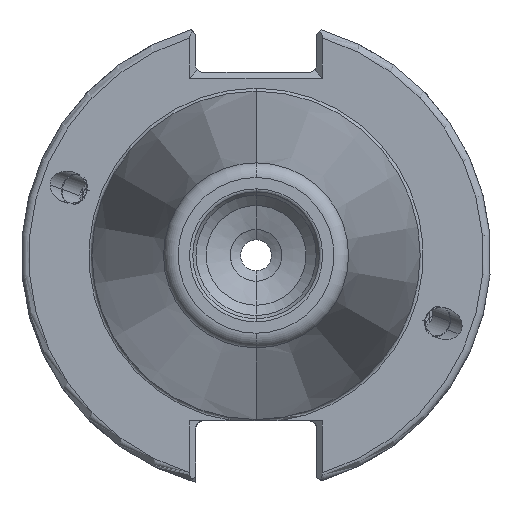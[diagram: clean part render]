
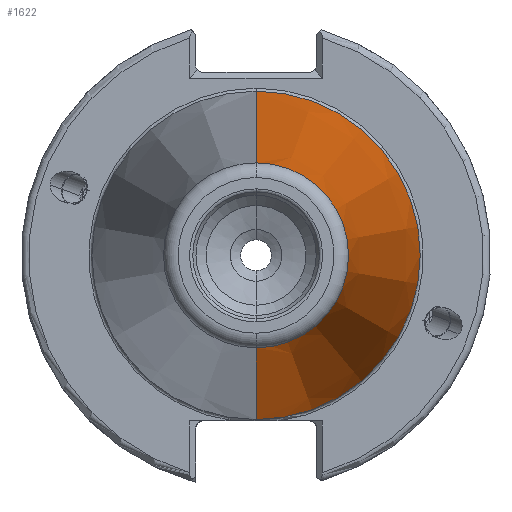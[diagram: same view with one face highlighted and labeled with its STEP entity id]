
A CAD part, left-side view. The second image highlights one B-rep face of the part: STEP entity #1622.
In plain terms, the highlighted conical face has half-angle 8.297 degrees and reference radius 22.225 mm.
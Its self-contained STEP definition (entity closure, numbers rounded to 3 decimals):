
#37 = CARTESIAN_POINT ( 'NONE',  ( -160., 0., -22.225 ) ) ;
#143 = DIRECTION ( 'NONE',  ( 0., 0., 1. ) ) ;
#154 = DIRECTION ( 'NONE',  ( -1., 0., 0. ) ) ;
#155 = CARTESIAN_POINT ( 'NONE',  ( -226.539, 0., 0. ) ) ;
#194 = CARTESIAN_POINT ( 'NONE',  ( -160., 0., -22.225 ) ) ;
#505 = CIRCLE ( 'NONE', #2529, 22.225 ) ;
#533 = AXIS2_PLACEMENT_3D ( 'NONE', #155, #154, #143 ) ;
#604 = CIRCLE ( 'NONE', #533, 12.522 ) ;
#1320 = EDGE_LOOP ( 'NONE', ( #6951, #6306, #4782, #6888 ) ) ;
#1554 = AXIS2_PLACEMENT_3D ( 'NONE', #5504, #5317, #5400 ) ;
#1622 = ADVANCED_FACE ( 'NONE', ( #3073 ), #3058, .T. ) ;
#1689 = LINE ( 'NONE', #6201, #1762 ) ;
#1762 = VECTOR ( 'NONE', #6326, 1000. ) ;
#2129 = CARTESIAN_POINT ( 'NONE',  ( -226.539, 0., 12.522 ) ) ;
#2177 = VERTEX_POINT ( 'NONE', #194 ) ;
#2222 = EDGE_CURVE ( 'NONE', #4034, #2177, #2804, .T. ) ;
#2365 = CARTESIAN_POINT ( 'NONE',  ( -226.539, 0., -12.522 ) ) ;
#2529 = AXIS2_PLACEMENT_3D ( 'NONE', #3921, #3913, #3905 ) ;
#2775 = VECTOR ( 'NONE', #7156, 1000. ) ;
#2804 = LINE ( 'NONE', #37, #2775 ) ;
#2888 = VERTEX_POINT ( 'NONE', #3188 ) ;
#3058 = CONICAL_SURFACE ( 'NONE', #1554, 22.225, 0.145 ) ;
#3073 = FACE_OUTER_BOUND ( 'NONE', #1320, .T. ) ;
#3188 = CARTESIAN_POINT ( 'NONE',  ( -160., 0., 22.225 ) ) ;
#3905 = DIRECTION ( 'NONE',  ( 0., 0., 1. ) ) ;
#3913 = DIRECTION ( 'NONE',  ( -1., 0., 0. ) ) ;
#3921 = CARTESIAN_POINT ( 'NONE',  ( -160., 0., 0. ) ) ;
#4034 = VERTEX_POINT ( 'NONE', #2365 ) ;
#4245 = EDGE_CURVE ( 'NONE', #4822, #2888, #1689, .T. ) ;
#4576 = EDGE_CURVE ( 'NONE', #2177, #2888, #505, .T. ) ;
#4782 = ORIENTED_EDGE ( 'NONE', *, *, #2222, .T. ) ;
#4822 = VERTEX_POINT ( 'NONE', #2129 ) ;
#5248 = EDGE_CURVE ( 'NONE', #4034, #4822, #604, .T. ) ;
#5317 = DIRECTION ( 'NONE',  ( 1., 0., 0. ) ) ;
#5400 = DIRECTION ( 'NONE',  ( 0., 0., -1. ) ) ;
#5504 = CARTESIAN_POINT ( 'NONE',  ( -160., 0., 0. ) ) ;
#6201 = CARTESIAN_POINT ( 'NONE',  ( -160., 0., 22.225 ) ) ;
#6306 = ORIENTED_EDGE ( 'NONE', *, *, #5248, .F. ) ;
#6326 = DIRECTION ( 'NONE',  ( 0.99, 0., 0.144 ) ) ;
#6888 = ORIENTED_EDGE ( 'NONE', *, *, #4576, .T. ) ;
#6951 = ORIENTED_EDGE ( 'NONE', *, *, #4245, .F. ) ;
#7156 = DIRECTION ( 'NONE',  ( 0.99, 0., -0.144 ) ) ;
